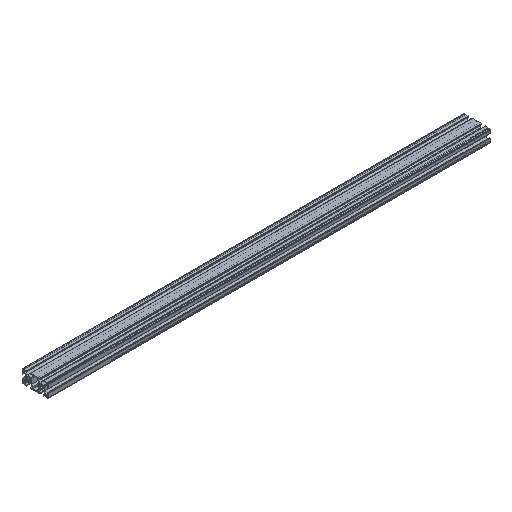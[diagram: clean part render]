
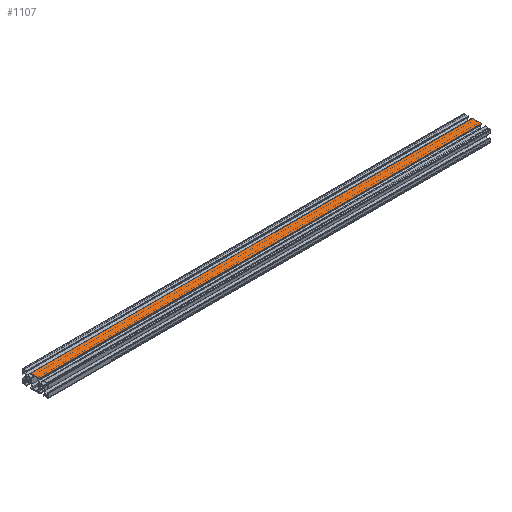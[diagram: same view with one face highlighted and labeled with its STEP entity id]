
A CAD part, isometric view. The second image highlights one B-rep face of the part: STEP entity #1107.
In plain terms, the highlighted planar face has unit normal (0, 0, 1).
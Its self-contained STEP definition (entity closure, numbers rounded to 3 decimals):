
#32 = EDGE_CURVE ( 'NONE', #903, #613, #618, .T. ) ;
#434 = FACE_OUTER_BOUND ( 'NONE', #6328, .T. ) ;
#461 = EDGE_CURVE ( 'NONE', #3892, #613, #4518, .T. ) ;
#613 = VERTEX_POINT ( 'NONE', #2664 ) ;
#618 = LINE ( 'NONE', #677, #6376 ) ;
#658 = LINE ( 'NONE', #4489, #697 ) ;
#677 = CARTESIAN_POINT ( 'NONE',  ( 0., -10.25, 15. ) ) ;
#697 = VECTOR ( 'NONE', #1189, 1000. ) ;
#800 = EDGE_CURVE ( 'NONE', #2852, #3892, #6623, .T. ) ;
#903 = VERTEX_POINT ( 'NONE', #4117 ) ;
#1096 = CARTESIAN_POINT ( 'NONE',  ( -1000., -10.25, 15. ) ) ;
#1107 = ADVANCED_FACE ( 'NONE', ( #434 ), #6508, .T. ) ;
#1141 = VECTOR ( 'NONE', #4381, 1000. ) ;
#1189 = DIRECTION ( 'NONE',  ( 1., 0., 0. ) ) ;
#1785 = CARTESIAN_POINT ( 'NONE',  ( -1000., -10.25, 15. ) ) ;
#2026 = ORIENTED_EDGE ( 'NONE', *, *, #800, .T. ) ;
#2141 = CARTESIAN_POINT ( 'NONE',  ( -1000., -10.25, 15. ) ) ;
#2514 = AXIS2_PLACEMENT_3D ( 'NONE', #2141, #7014, #5897 ) ;
#2636 = EDGE_CURVE ( 'NONE', #2852, #903, #658, .T. ) ;
#2664 = CARTESIAN_POINT ( 'NONE',  ( 0., -10.25, 15. ) ) ;
#2852 = VERTEX_POINT ( 'NONE', #4658 ) ;
#2857 = DIRECTION ( 'NONE',  ( 0., -1., 0. ) ) ;
#3374 = ORIENTED_EDGE ( 'NONE', *, *, #461, .T. ) ;
#3770 = ORIENTED_EDGE ( 'NONE', *, *, #2636, .F. ) ;
#3892 = VERTEX_POINT ( 'NONE', #1096 ) ;
#3982 = CARTESIAN_POINT ( 'NONE',  ( -1000., -10.25, 15. ) ) ;
#4117 = CARTESIAN_POINT ( 'NONE',  ( 0., 10.25, 15. ) ) ;
#4381 = DIRECTION ( 'NONE',  ( 0., -1., 0. ) ) ;
#4489 = CARTESIAN_POINT ( 'NONE',  ( -1000., 10.25, 15. ) ) ;
#4518 = LINE ( 'NONE', #3982, #5132 ) ;
#4658 = CARTESIAN_POINT ( 'NONE',  ( -1000., 10.25, 15. ) ) ;
#5132 = VECTOR ( 'NONE', #6631, 1000. ) ;
#5649 = ORIENTED_EDGE ( 'NONE', *, *, #32, .F. ) ;
#5897 = DIRECTION ( 'NONE',  ( 0., -1., 0. ) ) ;
#6328 = EDGE_LOOP ( 'NONE', ( #5649, #3770, #2026, #3374 ) ) ;
#6376 = VECTOR ( 'NONE', #2857, 1000. ) ;
#6508 = PLANE ( 'NONE',  #2514 ) ;
#6623 = LINE ( 'NONE', #1785, #1141 ) ;
#6631 = DIRECTION ( 'NONE',  ( 1., 0., 0. ) ) ;
#7014 = DIRECTION ( 'NONE',  ( 0., 0., 1. ) ) ;
